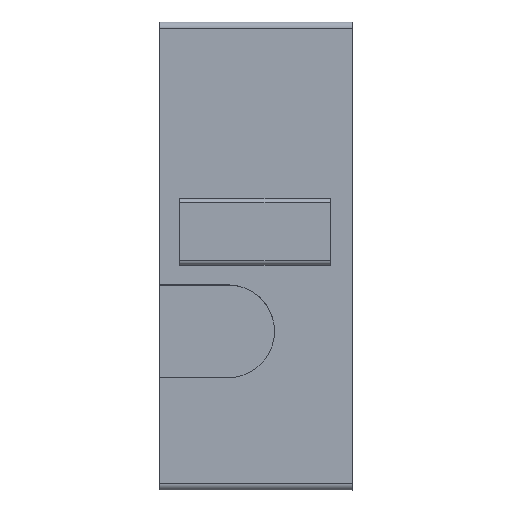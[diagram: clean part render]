
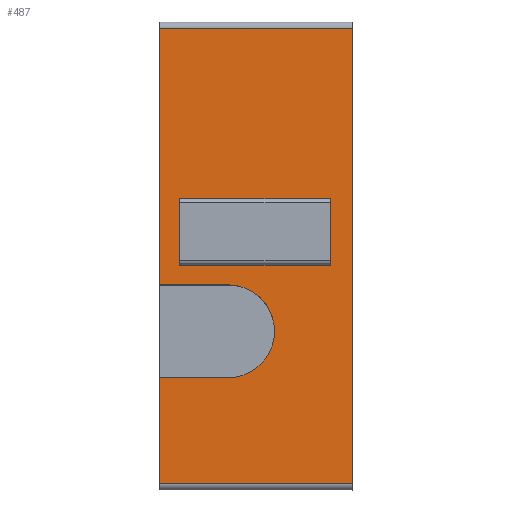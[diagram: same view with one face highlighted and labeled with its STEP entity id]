
A CAD part, top view. The second image highlights one B-rep face of the part: STEP entity #487.
In plain terms, the highlighted planar face has unit normal (0, 0, 1).
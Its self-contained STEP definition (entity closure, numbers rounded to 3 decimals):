
#401=AXIS2_PLACEMENT_3D('Plane Axis2P3D',#398,#399,#400) ;
#414=AXIS2_PLACEMENT_3D('Circle Axis2P3D',#412,#413,$) ;
#105=CARTESIAN_POINT('Vertex',(1.,14.1,7.)) ;
#108=CARTESIAN_POINT('Line Origine',(1.,12.5,7.)) ;
#112=CARTESIAN_POINT('Vertex',(1.,10.9,7.)) ;
#383=CARTESIAN_POINT('Vertex',(8.3,14.1,7.)) ;
#386=CARTESIAN_POINT('Line Origine',(32.667,14.1,7.)) ;
#398=CARTESIAN_POINT('Axis2P3D Location',(4.785,11.35,7.)) ;
#403=CARTESIAN_POINT('Line Origine',(1.675,9.95,7.)) ;
#407=CARTESIAN_POINT('Vertex',(3.35,9.95,7.)) ;
#409=CARTESIAN_POINT('Vertex',(0.,9.95,7.)) ;
#412=CARTESIAN_POINT('Axis2P3D Location',(3.35,7.7,7.)) ;
#416=CARTESIAN_POINT('Vertex',(3.35,5.45,7.)) ;
#419=CARTESIAN_POINT('Line Origine',(1.675,5.45,7.)) ;
#423=CARTESIAN_POINT('Vertex',(0.,5.45,7.)) ;
#426=CARTESIAN_POINT('Line Origine',(0.,2.875,7.)) ;
#430=CARTESIAN_POINT('Vertex',(0.,0.3,7.)) ;
#433=CARTESIAN_POINT('Line Origine',(4.7,0.3,7.)) ;
#437=CARTESIAN_POINT('Vertex',(9.4,0.3,7.)) ;
#440=CARTESIAN_POINT('Line Origine',(9.4,11.35,7.)) ;
#444=CARTESIAN_POINT('Vertex',(9.4,22.4,7.)) ;
#447=CARTESIAN_POINT('Line Origine',(4.7,22.4,7.)) ;
#451=CARTESIAN_POINT('Vertex',(0.,22.4,7.)) ;
#454=CARTESIAN_POINT('Line Origine',(0.,16.175,7.)) ;
#469=CARTESIAN_POINT('Line Origine',(8.3,12.5,7.)) ;
#473=CARTESIAN_POINT('Vertex',(8.3,10.9,7.)) ;
#476=CARTESIAN_POINT('Line Origine',(4.65,10.9,7.)) ;
#109=DIRECTION('Vector Direction',(0.,1.,0.)) ;
#387=DIRECTION('Vector Direction',(1.,0.,0.)) ;
#399=DIRECTION('Axis2P3D Direction',(-0.,0.,-1.)) ;
#400=DIRECTION('Axis2P3D XDirection',(0.,-1.,0.)) ;
#404=DIRECTION('Vector Direction',(-1.,0.,0.)) ;
#413=DIRECTION('Axis2P3D Direction',(-0.,0.,-1.)) ;
#420=DIRECTION('Vector Direction',(1.,0.,0.)) ;
#427=DIRECTION('Vector Direction',(0.,-1.,0.)) ;
#434=DIRECTION('Vector Direction',(-1.,0.,0.)) ;
#441=DIRECTION('Vector Direction',(0.,1.,0.)) ;
#448=DIRECTION('Vector Direction',(1.,0.,0.)) ;
#455=DIRECTION('Vector Direction',(0.,-1.,0.)) ;
#470=DIRECTION('Vector Direction',(0.,-1.,0.)) ;
#477=DIRECTION('Vector Direction',(-1.,0.,0.)) ;
#110=VECTOR('Line Direction',#109,1.) ;
#388=VECTOR('Line Direction',#387,1.) ;
#405=VECTOR('Line Direction',#404,1.) ;
#421=VECTOR('Line Direction',#420,1.) ;
#428=VECTOR('Line Direction',#427,1.) ;
#435=VECTOR('Line Direction',#434,1.) ;
#442=VECTOR('Line Direction',#441,1.) ;
#449=VECTOR('Line Direction',#448,1.) ;
#456=VECTOR('Line Direction',#455,1.) ;
#471=VECTOR('Line Direction',#470,1.) ;
#478=VECTOR('Line Direction',#477,1.) ;
#460=ORIENTED_EDGE('',*,*,#411,.F.) ;
#461=ORIENTED_EDGE('',*,*,#418,.T.) ;
#462=ORIENTED_EDGE('',*,*,#425,.F.) ;
#463=ORIENTED_EDGE('',*,*,#432,.T.) ;
#464=ORIENTED_EDGE('',*,*,#439,.T.) ;
#465=ORIENTED_EDGE('',*,*,#446,.T.) ;
#466=ORIENTED_EDGE('',*,*,#453,.T.) ;
#467=ORIENTED_EDGE('',*,*,#458,.T.) ;
#482=ORIENTED_EDGE('',*,*,#390,.T.) ;
#483=ORIENTED_EDGE('',*,*,#475,.T.) ;
#484=ORIENTED_EDGE('',*,*,#480,.T.) ;
#485=ORIENTED_EDGE('',*,*,#114,.T.) ;
#486=FACE_BOUND('',#481,.T.) ;
#487=ADVANCED_FACE('MANIFOLD_SOLID_BREP #1800',(#468,#486),#402,.F.) ;
#415=CIRCLE('generated circle',#414,2.25) ;
#114=EDGE_CURVE('',#113,#106,#111,.T.) ;
#390=EDGE_CURVE('',#106,#384,#389,.T.) ;
#411=EDGE_CURVE('',#408,#410,#406,.T.) ;
#418=EDGE_CURVE('',#408,#417,#415,.T.) ;
#425=EDGE_CURVE('',#424,#417,#422,.T.) ;
#432=EDGE_CURVE('',#424,#431,#429,.T.) ;
#439=EDGE_CURVE('',#431,#438,#436,.F.) ;
#446=EDGE_CURVE('',#438,#445,#443,.T.) ;
#453=EDGE_CURVE('',#445,#452,#450,.F.) ;
#458=EDGE_CURVE('',#452,#410,#457,.T.) ;
#475=EDGE_CURVE('',#384,#474,#472,.T.) ;
#480=EDGE_CURVE('',#474,#113,#479,.T.) ;
#459=EDGE_LOOP('',(#460,#461,#462,#463,#464,#465,#466,#467)) ;
#481=EDGE_LOOP('',(#482,#483,#484,#485)) ;
#468=FACE_OUTER_BOUND('',#459,.T.) ;
#111=LINE('Line',#108,#110) ;
#389=LINE('Line',#386,#388) ;
#406=LINE('Line',#403,#405) ;
#422=LINE('Line',#419,#421) ;
#429=LINE('Line',#426,#428) ;
#436=LINE('Line',#433,#435) ;
#443=LINE('Line',#440,#442) ;
#450=LINE('Line',#447,#449) ;
#457=LINE('Line',#454,#456) ;
#472=LINE('Line',#469,#471) ;
#479=LINE('Line',#476,#478) ;
#402=PLANE('',#401) ;
#106=VERTEX_POINT('',#105) ;
#113=VERTEX_POINT('',#112) ;
#384=VERTEX_POINT('',#383) ;
#408=VERTEX_POINT('',#407) ;
#410=VERTEX_POINT('',#409) ;
#417=VERTEX_POINT('',#416) ;
#424=VERTEX_POINT('',#423) ;
#431=VERTEX_POINT('',#430) ;
#438=VERTEX_POINT('',#437) ;
#445=VERTEX_POINT('',#444) ;
#452=VERTEX_POINT('',#451) ;
#474=VERTEX_POINT('',#473) ;
